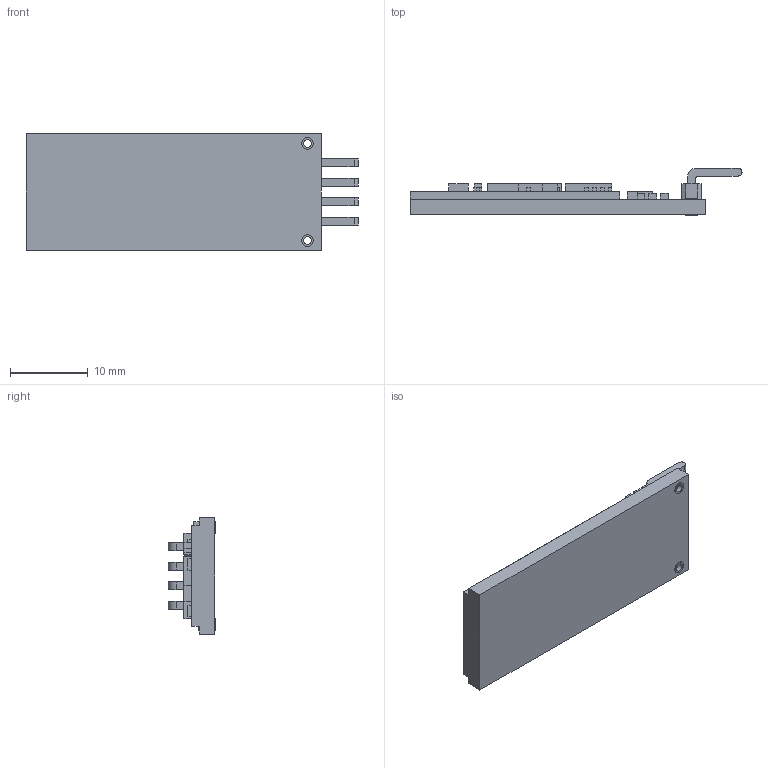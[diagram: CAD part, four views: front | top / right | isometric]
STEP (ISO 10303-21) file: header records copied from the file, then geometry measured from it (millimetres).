
FILE_DESCRIPTION(('CAx-IF Rec.Pracs.---Model Styling and Organization---1.5---2016-08-15','CAx-IF Rec.Pracs.---Geometric and Assembly Validation Properties---4.4---2016-08-17','CAx-IF Rec.Pracs.---User Defined Attributes---1.5---2016-08-15','CAx-IF Rec.Pracs.---External References---2.1---2005-01-19'),'2;1');
FILE_NAME('HC-06.stp','2020-06-06T10:00:24',('Unspecified'),('Unspecified'),'CAD Exchanger 3.8.0 (cadexchanger.com)','Unspecified','');
FILE_SCHEMA(('AUTOMOTIVE_DESIGN { 1 0 10303 214 1 1 1 1 }'));
Length unit declared in the file: millimetre
Products named in the file (1): HC-06.SLDPRT
Bounding box: 42.75 x 6.1 x 15 mm (x, y, z)
Volume: 1723.2 mm3; surface area: 1797.2 mm2
Topology: 1 solids, 1 shells, 281 faces, 714 edges, 476 vertices
Faces by surface type: plane 259, cylinder 22
Full cylindrical faces by diameter (mm): 1 x2, 1.5 x4
Entity records: 10585 total; most frequent: CARTESIAN_POINT 1478, ORIENTED_EDGE 1428, DIRECTION 1316, EDGE_CURVE 714, LINE 664, VECTOR 664, VERTEX_POINT 476, FACE_BOUND 326
